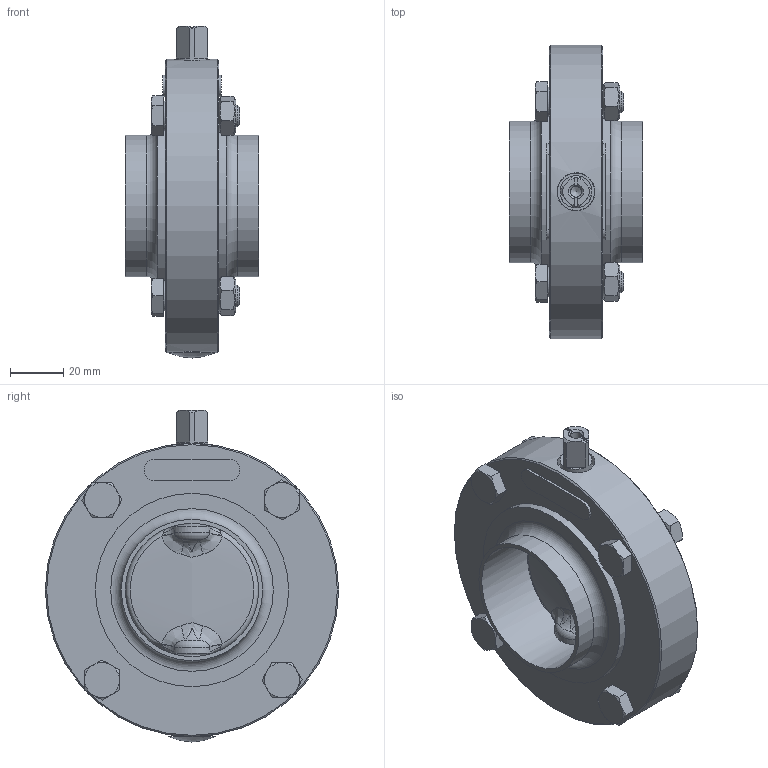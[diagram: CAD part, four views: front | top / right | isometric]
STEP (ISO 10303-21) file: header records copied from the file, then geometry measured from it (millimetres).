
FILE_DESCRIPTION((''),'2;1');
FILE_NAME('52240050XX30.stp','2015-01-08T13:57:40',('hehmen'),(''),'Autodesk Inventor 2011','Autodesk Inventor 2011','');
FILE_SCHEMA(('AUTOMOTIVE_DESIGN { 1 0 10303 214 1 1 1 1 }'));
Length unit declared in the file: millimetre
Products named in the file (1): 52240050XX30
Bounding box: 50 x 110 x 124.5 mm (x, y, z)
Volume: 186834.9 mm3; surface area: 50892.4 mm2
Topology: 2 solids, 8 shells, 273 faces, 629 edges, 387 vertices
Faces by surface type: plane 114, cylinder 52, cone 50, bspline 36, torus 14, sphere 7
Full cylindrical faces by diameter (mm): 4.134 x1, 7.2 x2, 7.323 x4, 8 x8, 8.5 x4, 10.8 x1, 11.4 x4, 12 x3, 12.8 x1, 14 x1, 14.2 x2, 50 x2, 53 x2, 72.5 x2, 110 x1
Entity records: 8668 total; most frequent: CARTESIAN_POINT 3021, ORIENTED_EDGE 1078, DIRECTION 1036, EDGE_CURVE 539, AXIS2_PLACEMENT_3D 458, EDGE_LOOP 372, VERTEX_POINT 363, STYLED_ITEM 273
